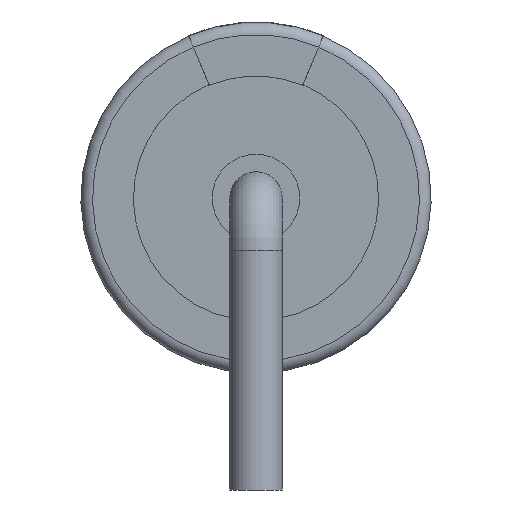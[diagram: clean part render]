
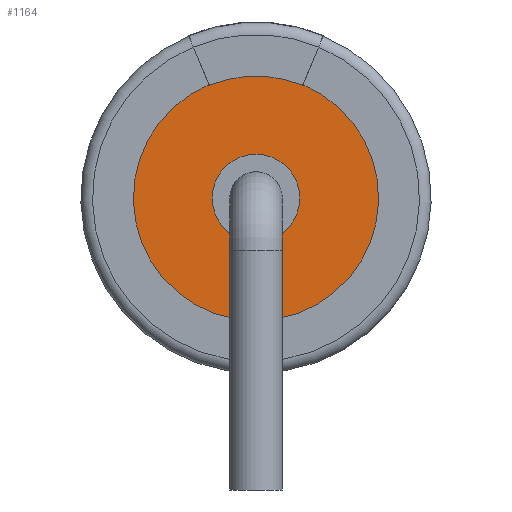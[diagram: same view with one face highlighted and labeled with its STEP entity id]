
A CAD part, left-side view. The second image highlights one B-rep face of the part: STEP entity #1164.
In plain terms, the highlighted planar face has unit normal (-1, 0, 0).
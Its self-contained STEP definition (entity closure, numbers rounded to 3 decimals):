
#47=FACE_BOUND('',#166,.T.);
#66=PLANE('',#1280);
#98=FACE_OUTER_BOUND('',#165,.T.);
#165=EDGE_LOOP('',(#805,#806,#807,#808));
#166=EDGE_LOOP('',(#809));
#230=LINE('',#1782,#296);
#247=LINE('',#1899,#313);
#296=VECTOR('',#1426,1.);
#313=VECTOR('',#1489,1.);
#390=CIRCLE('',#1279,2.09);
#391=CIRCLE('',#1281,2.1);
#392=CIRCLE('',#1282,0.75);
#450=VERTEX_POINT('',#1779);
#451=VERTEX_POINT('',#1781);
#485=VERTEX_POINT('',#1896);
#486=VERTEX_POINT('',#1898);
#488=VERTEX_POINT('',#1909);
#568=EDGE_CURVE('',#451,#450,#230,.T.);
#606=EDGE_CURVE('',#485,#486,#247,.T.);
#610=EDGE_CURVE('',#450,#486,#390,.T.);
#611=EDGE_CURVE('',#451,#485,#391,.T.);
#612=EDGE_CURVE('',#488,#488,#392,.T.);
#805=ORIENTED_EDGE('',*,*,#611,.F.);
#806=ORIENTED_EDGE('',*,*,#568,.T.);
#807=ORIENTED_EDGE('',*,*,#610,.T.);
#808=ORIENTED_EDGE('',*,*,#606,.F.);
#809=ORIENTED_EDGE('',*,*,#612,.T.);
#1164=ADVANCED_FACE('',(#98,#47),#66,.F.);
#1279=AXIS2_PLACEMENT_3D('',#1906,#1498,#1499);
#1280=AXIS2_PLACEMENT_3D('',#1907,#1500,#1501);
#1281=AXIS2_PLACEMENT_3D('',#1908,#1502,#1503);
#1282=AXIS2_PLACEMENT_3D('',#1910,#1504,#1505);
#1426=DIRECTION('',(0.,0.383,-0.924));
#1489=DIRECTION('',(0.,-0.383,-0.924));
#1498=DIRECTION('center_axis',(-1.,0.,0.));
#1499=DIRECTION('ref_axis',(0.,-0.383,0.924));
#1500=DIRECTION('center_axis',(1.,0.,0.));
#1501=DIRECTION('ref_axis',(0.,1.,0.));
#1502=DIRECTION('center_axis',(1.,0.,0.));
#1503=DIRECTION('ref_axis',(0.,0.,-1.));
#1504=DIRECTION('center_axis',(1.,0.,0.));
#1505=DIRECTION('ref_axis',(0.,0.,-1.));
#1779=CARTESIAN_POINT('',(4.86,-0.8,4.931));
#1781=CARTESIAN_POINT('',(4.86,-0.804,4.94));
#1782=CARTESIAN_POINT('',(4.86,-0.297,3.716));
#1896=CARTESIAN_POINT('',(4.86,0.804,4.94));
#1898=CARTESIAN_POINT('',(4.86,0.8,4.931));
#1899=CARTESIAN_POINT('',(4.86,0.297,3.716));
#1906=CARTESIAN_POINT('Origin',(4.86,0.,3.));
#1907=CARTESIAN_POINT('Origin',(4.86,0.,3.));
#1908=CARTESIAN_POINT('Origin',(4.86,0.,3.));
#1909=CARTESIAN_POINT('',(4.86,0.,3.75));
#1910=CARTESIAN_POINT('Origin',(4.86,0.,3.));
